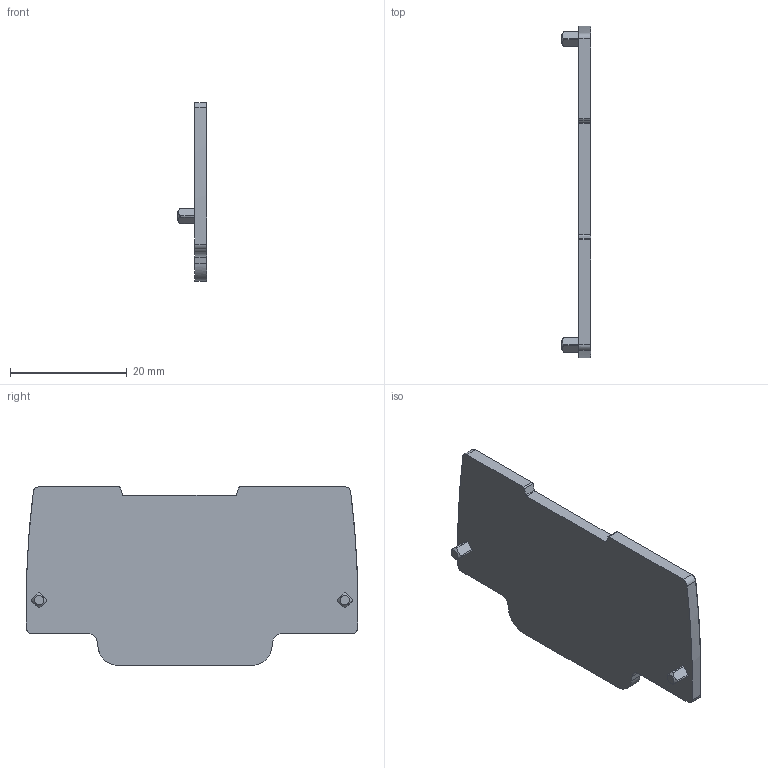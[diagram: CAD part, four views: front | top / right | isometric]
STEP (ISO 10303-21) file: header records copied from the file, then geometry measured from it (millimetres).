
FILE_DESCRIPTION(('CATIA V5 STEP Exchange','CAx-IF Rec.Pracs.--- Model Styling and Organization---1.4--- 2014-01-23'),'2;1');
FILE_NAME ('1256030-5_0', '2020-11-26T11:38:16+00:00', ('none'), ('Weidmueller'), 'CATIA Version 5-6 Release 2016 SP3 HF44', 'CATIA V5 STEP AP214', 'none');
FILE_SCHEMA(('AUTOMOTIVE_DESIGN { 1 0 10303 214 1 1 1 1 }'));
Length unit declared in the file: millimetre
Products named in the file (1): 2751080000
Bounding box: 5.1 x 56.9 x 30.6 mm (x, y, z)
Volume: 3259.3 mm3; surface area: 3478.3 mm2
Topology: 1 solids, 1 shells, 66 faces, 186 edges, 124 vertices
Faces by surface type: cylinder 22, plane 22, extrusion 18, cone 4
Entity records: 2419 total; most frequent: CARTESIAN_POINT 812, ORIENTED_EDGE 372, DIRECTION 233, EDGE_CURVE 186, VERTEX_POINT 124, VECTOR 117, LINE 99, B_SPLINE_CURVE_WITH_KNOTS 79
